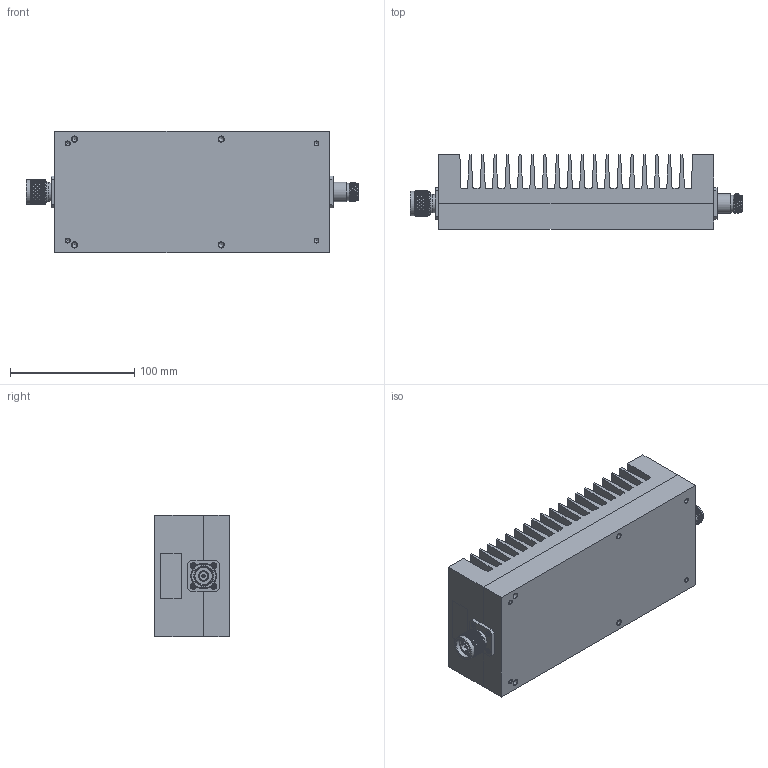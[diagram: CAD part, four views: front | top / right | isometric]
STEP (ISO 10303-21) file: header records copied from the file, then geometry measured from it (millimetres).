
FILE_DESCRIPTION (( 'STEP AP203' ), '1' );
FILE_NAME ('SA3N200-40_3D.step', '2021-02-11T16:29:27', ( '' ), ( '' ), 'SwSTEP 2.0', 'SolidWorks 2018', '' );
FILE_SCHEMA (( 'CONFIG_CONTROL_DESIGN' ));
Products named in the file (1): SA3N200-40_3D
Bounding box: 266.84 x 60 x 98 mm (x, y, z)
Volume: 952877.5 mm3; surface area: 175630.2 mm2
Topology: 1 solids, 1 shells, 2770 faces, 6192 edges, 3478 vertices
Faces by surface type: bspline 1791, cylinder 556, plane 320, cone 102, torus 1
Full cylindrical faces by diameter (mm): 1.27 x1, 1.524 x1, 2.286 x1, 2.794 x1, 3.3 x4, 4 x4, 4.2 x4, 4.953 x8, 5 x4, 6.985 x1, 7.112 x1, 8.255 x1, 8.636 x1, 13.716 x2, 14.635 x1, 15.875 x6, 17.175 x1, 19.715 x2
Entity records: 104797 total; most frequent: CARTESIAN_POINT 63966, ORIENTED_EDGE 12176, EDGE_CURVE 6088, DIRECTION 3676, VERTEX_POINT 3450, EDGE_LOOP 2888, FACE_OUTER_BOUND 2806, ADVANCED_FACE 2764
